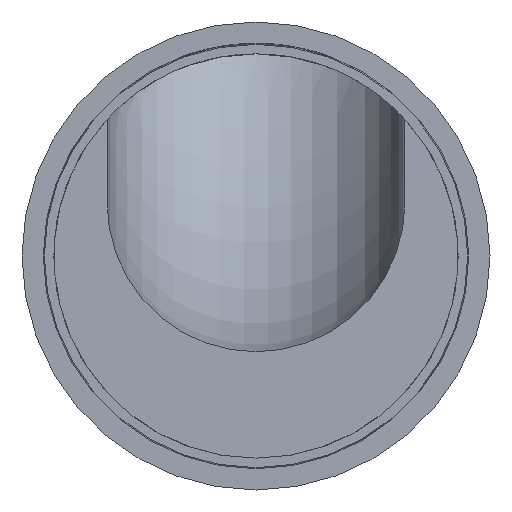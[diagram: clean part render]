
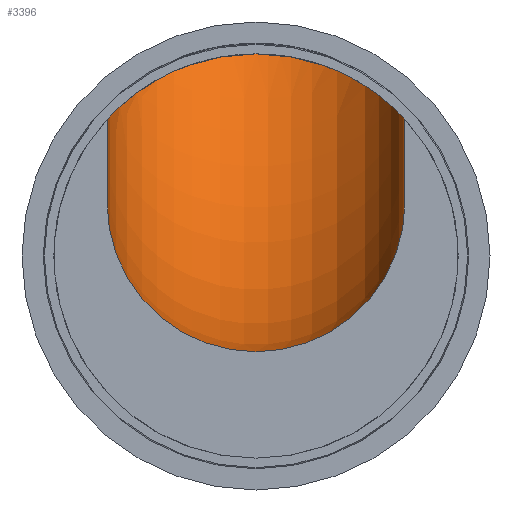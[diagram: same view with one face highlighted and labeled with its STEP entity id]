
A CAD part, front view. The second image highlights one B-rep face of the part: STEP entity #3396.
In plain terms, the highlighted toroidal (fillet/blend) face has major radius 2.3 mm and minor radius 0.7 mm.
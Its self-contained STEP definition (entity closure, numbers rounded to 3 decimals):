
#27 = EDGE_CURVE ( 'Defeature ausgef�hrt1_3+Defeature ausgef�hrt1_1+Defeature ausgef�hrt1_11+Defeature ausgef�hrt1_10', #1049, #104, #2293, .T. ) ;
#48 = DIRECTION ( 'NONE',  ( -1., 0., 0. ) ) ;
#76 = ORIENTED_EDGE ( 'NONE', *, *, #120, .T. ) ;
#104 = VERTEX_POINT ( 'NONE', #902 ) ;
#120 = EDGE_CURVE ( 'Defeature ausgef�hrt1_1+Defeature ausgef�hrt1_11+Defeature ausgef�hrt1_3+Defeature ausgef�hrt1_12', #761, #1056, #502, .T. ) ;
#141 = CARTESIAN_POINT ( 'NONE',  ( 0.609, -29.621, 0.731 ) ) ;
#368 = CARTESIAN_POINT ( 'NONE',  ( 0.7, -30.14, 0.642 ) ) ;
#391 = CARTESIAN_POINT ( 'NONE',  ( -0.689, -30.007, 0.655 ) ) ;
#411 = CARTESIAN_POINT ( 'NONE',  ( -0.609, -29.621, 0.732 ) ) ;
#428 = DIRECTION ( 'NONE',  ( 0., 0., -1. ) ) ;
#502 = CIRCLE ( 'NONE', #1966, 2.3 ) ;
#606 = AXIS2_PLACEMENT_3D ( 'NONE', #1955, #805, #2204 ) ;
#648 = TOROIDAL_SURFACE ( 'NONE', #2568, 2.3, 0.7 ) ;
#651 = CARTESIAN_POINT ( 'NONE',  ( 0., -31.557, 2.55 ) ) ;
#660 = VERTEX_POINT ( 'NONE', #1932 ) ;
#708 = DIRECTION ( 'NONE',  ( -1., 0., 0. ) ) ;
#761 = VERTEX_POINT ( 'NONE', #1082 ) ;
#787 = EDGE_CURVE ( 'Defeature ausgef�hrt1_10+Defeature ausgef�hrt1_1+Defeature ausgef�hrt1_3+Defeature ausgef�hrt1_12', #104, #1766, #2666, .T. ) ;
#805 = DIRECTION ( 'NONE',  ( 0., 1., 0. ) ) ;
#862 = CARTESIAN_POINT ( 'NONE',  ( 0.7, -31.557, 2.55 ) ) ;
#902 = CARTESIAN_POINT ( 'NONE',  ( 0.7, -30.272, 0.642 ) ) ;
#930 = CARTESIAN_POINT ( 'NONE',  ( 0., -29.019, 0.95 ) ) ;
#954 = AXIS2_PLACEMENT_3D ( 'NONE', #862, #48, #1995 ) ;
#1049 = VERTEX_POINT ( 'NONE', #930 ) ;
#1056 = VERTEX_POINT ( 'NONE', #2614 ) ;
#1065 = AXIS2_PLACEMENT_3D ( 'NONE', #3492, #2111, #428 ) ;
#1082 = CARTESIAN_POINT ( 'NONE',  ( -0.7, -30.272, 0.642 ) ) ;
#1146 = B_SPLINE_CURVE_WITH_KNOTS ( 'NONE', 3,
 ( #2916, #3454, #391, #3475, #411, #2374, #1274, #1798, #3201, #1550, #3490, #1832 ),
 .UNSPECIFIED., .F., .F.,
 ( 4, 2, 2, 2, 2, 4 ),
 ( 0.002, 0.002, 0.002, 0.003, 0.003, 0.003 ),
 .UNSPECIFIED. ) ;
#1225 = CARTESIAN_POINT ( 'NONE',  ( 0.254, -29.094, 0.917 ) ) ;
#1241 = CARTESIAN_POINT ( 'NONE',  ( 0.643, -29.746, 0.7 ) ) ;
#1274 = CARTESIAN_POINT ( 'NONE',  ( -0.445, -29.271, 0.845 ) ) ;
#1364 = CIRCLE ( 'NONE', #606, 0.7 ) ;
#1464 = ORIENTED_EDGE ( 'NONE', *, *, #1944, .F. ) ;
#1514 = CARTESIAN_POINT ( 'NONE',  ( 0.7, -30.272, 0.642 ) ) ;
#1550 = CARTESIAN_POINT ( 'NONE',  ( -0.135, -29.036, 0.942 ) ) ;
#1751 = CARTESIAN_POINT ( 'NONE',  ( 0.7, -31.557, 0.25 ) ) ;
#1766 = VERTEX_POINT ( 'NONE', #1751 ) ;
#1798 = CARTESIAN_POINT ( 'NONE',  ( -0.306, -29.133, 0.901 ) ) ;
#1832 = CARTESIAN_POINT ( 'NONE',  ( 0., -29.019, 0.95 ) ) ;
#1861 = ORIENTED_EDGE ( 'NONE', *, *, #787, .F. ) ;
#1932 = CARTESIAN_POINT ( 'NONE',  ( 0., -31.557, -0.45 ) ) ;
#1944 = EDGE_CURVE ( 'Defeature ausgef�hrt1_3+Defeature ausgef�hrt1_1+Defeature ausgef�hrt1_11+Defeature ausgef�hrt1_10', #761, #1049, #1146, .T. ) ;
#1955 = CARTESIAN_POINT ( 'NONE',  ( 0., -31.557, 0.25 ) ) ;
#1966 = AXIS2_PLACEMENT_3D ( 'NONE', #2088, #708, #3195 ) ;
#1995 = DIRECTION ( 'NONE',  ( 0., 0., 1. ) ) ;
#2071 = EDGE_CURVE ( 'Defeature ausgef�hrt1_12+Defeature ausgef�hrt1_1+Defeature ausgef�hrt1_10+Defeature ausgef�hrt1_11', #660, #1056, #1364, .T. ) ;
#2088 = CARTESIAN_POINT ( 'NONE',  ( -0.7, -31.557, 2.55 ) ) ;
#2111 = DIRECTION ( 'NONE',  ( 0., 1., 0. ) ) ;
#2204 = DIRECTION ( 'NONE',  ( 0., 0., -1. ) ) ;
#2293 = B_SPLINE_CURVE_WITH_KNOTS ( 'NONE', 3,
 ( #3432, #3153, #3185, #1225, #2637, #2356, #3162, #141, #1241, #2601, #368, #1514 ),
 .UNSPECIFIED., .F., .F.,
 ( 4, 2, 2, 2, 2, 4 ),
 ( 0.003, 0.003, 0.004, 0.004, 0.004, 0.005 ),
 .UNSPECIFIED. ) ;
#2316 = ORIENTED_EDGE ( 'NONE', *, *, #2972, .F. ) ;
#2356 = CARTESIAN_POINT ( 'NONE',  ( 0.445, -29.271, 0.845 ) ) ;
#2374 = CARTESIAN_POINT ( 'NONE',  ( -0.511, -29.384, 0.804 ) ) ;
#2496 = CIRCLE ( 'NONE', #1065, 0.7 ) ;
#2512 = ORIENTED_EDGE ( 'NONE', *, *, #2071, .F. ) ;
#2568 = AXIS2_PLACEMENT_3D ( 'NONE', #651, #3455, #3123 ) ;
#2582 = EDGE_LOOP ( 'NONE', ( #76, #2512, #2316, #1861, #2953, #1464 ) ) ;
#2601 = CARTESIAN_POINT ( 'NONE',  ( 0.689, -30.006, 0.655 ) ) ;
#2614 = CARTESIAN_POINT ( 'NONE',  ( -0.7, -31.557, 0.25 ) ) ;
#2637 = CARTESIAN_POINT ( 'NONE',  ( 0.306, -29.133, 0.901 ) ) ;
#2666 = CIRCLE ( 'NONE', #954, 2.3 ) ;
#2727 = FACE_OUTER_BOUND ( 'NONE', #2582, .T. ) ;
#2916 = CARTESIAN_POINT ( 'NONE',  ( -0.7, -30.272, 0.642 ) ) ;
#2953 = ORIENTED_EDGE ( 'NONE', *, *, #27, .F. ) ;
#2972 = EDGE_CURVE ( 'Defeature ausgef�hrt1_12+Defeature ausgef�hrt1_1+Defeature ausgef�hrt1_10+Defeature ausgef�hrt1_11', #1766, #660, #2496, .T. ) ;
#3123 = DIRECTION ( 'NONE',  ( 0., 0., 1. ) ) ;
#3153 = CARTESIAN_POINT ( 'NONE',  ( 0.067, -29.019, 0.95 ) ) ;
#3162 = CARTESIAN_POINT ( 'NONE',  ( 0.51, -29.383, 0.804 ) ) ;
#3185 = CARTESIAN_POINT ( 'NONE',  ( 0.134, -29.036, 0.942 ) ) ;
#3195 = DIRECTION ( 'NONE',  ( 0., 0., 1. ) ) ;
#3201 = CARTESIAN_POINT ( 'NONE',  ( -0.255, -29.094, 0.917 ) ) ;
#3396 = ADVANCED_FACE ( 'Defeature ausgef�hrt1_1', ( #2727 ), #648, .F. ) ;
#3432 = CARTESIAN_POINT ( 'NONE',  ( 0., -29.019, 0.95 ) ) ;
#3454 = CARTESIAN_POINT ( 'NONE',  ( -0.7, -30.139, 0.642 ) ) ;
#3455 = DIRECTION ( 'NONE',  ( -1., 0., 0. ) ) ;
#3475 = CARTESIAN_POINT ( 'NONE',  ( -0.643, -29.746, 0.7 ) ) ;
#3490 = CARTESIAN_POINT ( 'NONE',  ( -0.067, -29.019, 0.95 ) ) ;
#3492 = CARTESIAN_POINT ( 'NONE',  ( 0., -31.557, 0.25 ) ) ;
